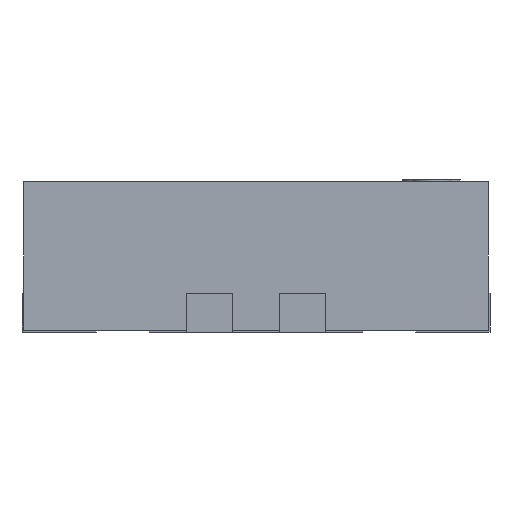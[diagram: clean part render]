
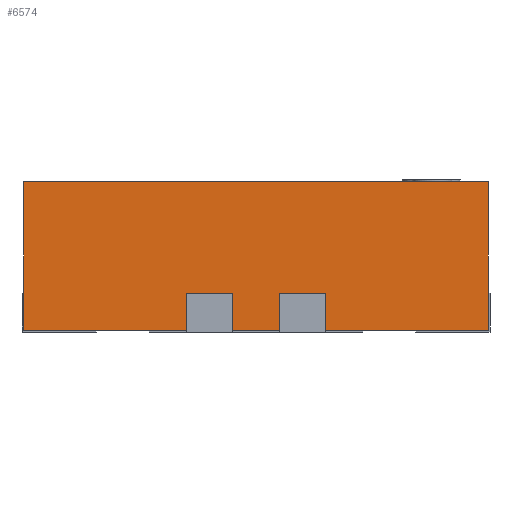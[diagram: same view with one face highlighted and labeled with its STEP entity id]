
A CAD part, left-side view. The second image highlights one B-rep face of the part: STEP entity #6574.
In plain terms, the highlighted planar face has unit normal (-1, 0, 0).
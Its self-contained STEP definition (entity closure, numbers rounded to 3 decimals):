
#420 = AXIS2_PLACEMENT_3D ( 'NONE', #2992, #1386, #15148 ) ;
#603 = EDGE_CURVE ( 'NONE', #4528, #13902, #1234, .T. ) ;
#605 = CARTESIAN_POINT ( 'NONE',  ( -1.75, -1.25, 0.8 ) ) ;
#619 = CARTESIAN_POINT ( 'NONE',  ( -1.75, 1.25, 0.8 ) ) ;
#756 = ORIENTED_EDGE ( 'NONE', *, *, #3414, .T. ) ;
#917 = VECTOR ( 'NONE', #2956, 1000. ) ;
#1158 = LINE ( 'NONE', #11001, #5515 ) ;
#1234 = LINE ( 'NONE', #4852, #11741 ) ;
#1315 = DIRECTION ( 'NONE',  ( 0., 0., -1. ) ) ;
#1386 = DIRECTION ( 'NONE',  ( 1., 0., 0. ) ) ;
#1395 = CARTESIAN_POINT ( 'NONE',  ( -1.75, 0.375, 0. ) ) ;
#1906 = CARTESIAN_POINT ( 'NONE',  ( -1.75, 0.125, 0. ) ) ;
#1943 = DIRECTION ( 'NONE',  ( 0., 0., -1. ) ) ;
#1965 = CARTESIAN_POINT ( 'NONE',  ( -1.75, 0.125, 0.2 ) ) ;
#2007 = VERTEX_POINT ( 'NONE', #9155 ) ;
#2710 = CARTESIAN_POINT ( 'NONE',  ( -1.75, -1.25, 0. ) ) ;
#2802 = CARTESIAN_POINT ( 'NONE',  ( -1.75, 1.25, 0.2 ) ) ;
#2956 = DIRECTION ( 'NONE',  ( 0., 0., -1. ) ) ;
#2961 = ORIENTED_EDGE ( 'NONE', *, *, #12223, .F. ) ;
#2992 = CARTESIAN_POINT ( 'NONE',  ( -1.75, 1.25, 0.8 ) ) ;
#3309 = LINE ( 'NONE', #12113, #7911 ) ;
#3414 = EDGE_CURVE ( 'NONE', #9537, #10858, #10913, .T. ) ;
#3832 = CARTESIAN_POINT ( 'NONE',  ( -1.75, 0.375, 0.8 ) ) ;
#3954 = DIRECTION ( 'NONE',  ( 0., -1., 0. ) ) ;
#4005 = CARTESIAN_POINT ( 'NONE',  ( -1.75, -0.375, 0.8 ) ) ;
#4019 = VECTOR ( 'NONE', #12208, 1000. ) ;
#4528 = VERTEX_POINT ( 'NONE', #1906 ) ;
#4529 = ORIENTED_EDGE ( 'NONE', *, *, #5471, .T. ) ;
#4598 = CARTESIAN_POINT ( 'NONE',  ( -1.75, -0.125, 0. ) ) ;
#4695 = ORIENTED_EDGE ( 'NONE', *, *, #603, .F. ) ;
#4820 = DIRECTION ( 'NONE',  ( 0., -1., 0. ) ) ;
#4852 = CARTESIAN_POINT ( 'NONE',  ( -1.75, 0.125, 0.8 ) ) ;
#4985 = DIRECTION ( 'NONE',  ( 0., 0., 1. ) ) ;
#5411 = EDGE_CURVE ( 'NONE', #2007, #13902, #15186, .T. ) ;
#5471 = EDGE_CURVE ( 'NONE', #11654, #12412, #5684, .T. ) ;
#5515 = VECTOR ( 'NONE', #15908, 1000. ) ;
#5621 = EDGE_CURVE ( 'NONE', #9537, #11160, #7782, .T. ) ;
#5684 = LINE ( 'NONE', #16070, #4019 ) ;
#5899 = DIRECTION ( 'NONE',  ( 0., -1., 0. ) ) ;
#6308 = ORIENTED_EDGE ( 'NONE', *, *, #15317, .T. ) ;
#6316 = FACE_OUTER_BOUND ( 'NONE', #10500, .T. ) ;
#6574 = ADVANCED_FACE ( 'NONE', ( #6316 ), #11324, .F. ) ;
#7390 = VECTOR ( 'NONE', #1315, 1000. ) ;
#7456 = CARTESIAN_POINT ( 'NONE',  ( -1.75, 1.25, 0. ) ) ;
#7475 = VECTOR ( 'NONE', #1943, 1000. ) ;
#7579 = ORIENTED_EDGE ( 'NONE', *, *, #13012, .F. ) ;
#7668 = VERTEX_POINT ( 'NONE', #10950 ) ;
#7702 = LINE ( 'NONE', #8242, #9809 ) ;
#7782 = LINE ( 'NONE', #4005, #9531 ) ;
#7911 = VECTOR ( 'NONE', #5899, 1000. ) ;
#7938 = VERTEX_POINT ( 'NONE', #11670 ) ;
#7963 = CARTESIAN_POINT ( 'NONE',  ( -1.75, -0.375, 0.2 ) ) ;
#8242 = CARTESIAN_POINT ( 'NONE',  ( -1.75, 1.25, 0. ) ) ;
#8326 = ORIENTED_EDGE ( 'NONE', *, *, #5621, .F. ) ;
#8504 = EDGE_CURVE ( 'NONE', #4528, #13148, #7702, .T. ) ;
#8694 = ORIENTED_EDGE ( 'NONE', *, *, #8934, .T. ) ;
#8934 = EDGE_CURVE ( 'NONE', #9970, #11654, #16162, .T. ) ;
#9155 = CARTESIAN_POINT ( 'NONE',  ( -1.75, 0.375, 0.2 ) ) ;
#9222 = LINE ( 'NONE', #605, #917 ) ;
#9531 = VECTOR ( 'NONE', #4985, 1000. ) ;
#9537 = VERTEX_POINT ( 'NONE', #13926 ) ;
#9809 = VECTOR ( 'NONE', #13229, 1000. ) ;
#9970 = VERTEX_POINT ( 'NONE', #619 ) ;
#10064 = CARTESIAN_POINT ( 'NONE',  ( -1.75, 1.25, 0. ) ) ;
#10157 = LINE ( 'NONE', #3832, #12694 ) ;
#10303 = VECTOR ( 'NONE', #3954, 1000. ) ;
#10500 = EDGE_LOOP ( 'NONE', ( #8326, #756, #7579, #10720, #8694, #4529, #2961, #13009, #4695, #11912, #14401, #6308 ) ) ;
#10720 = ORIENTED_EDGE ( 'NONE', *, *, #15683, .F. ) ;
#10858 = VERTEX_POINT ( 'NONE', #2710 ) ;
#10913 = LINE ( 'NONE', #7456, #10947 ) ;
#10947 = VECTOR ( 'NONE', #4820, 1000. ) ;
#10950 = CARTESIAN_POINT ( 'NONE',  ( -1.75, -0.125, 0.2 ) ) ;
#11001 = CARTESIAN_POINT ( 'NONE',  ( -1.75, 1.25, 0.2 ) ) ;
#11160 = VERTEX_POINT ( 'NONE', #7963 ) ;
#11324 = PLANE ( 'NONE',  #420 ) ;
#11654 = VERTEX_POINT ( 'NONE', #10064 ) ;
#11670 = CARTESIAN_POINT ( 'NONE',  ( -1.75, -1.25, 0.8 ) ) ;
#11741 = VECTOR ( 'NONE', #14844, 1000. ) ;
#11912 = ORIENTED_EDGE ( 'NONE', *, *, #8504, .T. ) ;
#12113 = CARTESIAN_POINT ( 'NONE',  ( -1.75, 1.25, 0.8 ) ) ;
#12208 = DIRECTION ( 'NONE',  ( 0., -1., 0. ) ) ;
#12223 = EDGE_CURVE ( 'NONE', #2007, #12412, #10157, .T. ) ;
#12412 = VERTEX_POINT ( 'NONE', #1395 ) ;
#12450 = DIRECTION ( 'NONE',  ( 0., 0., -1. ) ) ;
#12694 = VECTOR ( 'NONE', #12450, 1000. ) ;
#13009 = ORIENTED_EDGE ( 'NONE', *, *, #5411, .T. ) ;
#13012 = EDGE_CURVE ( 'NONE', #7938, #10858, #9222, .T. ) ;
#13148 = VERTEX_POINT ( 'NONE', #4598 ) ;
#13188 = CARTESIAN_POINT ( 'NONE',  ( -1.75, -0.125, 0.8 ) ) ;
#13229 = DIRECTION ( 'NONE',  ( 0., -1., 0. ) ) ;
#13363 = EDGE_CURVE ( 'NONE', #7668, #13148, #14168, .T. ) ;
#13902 = VERTEX_POINT ( 'NONE', #1965 ) ;
#13926 = CARTESIAN_POINT ( 'NONE',  ( -1.75, -0.375, 0. ) ) ;
#14168 = LINE ( 'NONE', #13188, #7475 ) ;
#14401 = ORIENTED_EDGE ( 'NONE', *, *, #13363, .F. ) ;
#14844 = DIRECTION ( 'NONE',  ( 0., 0., 1. ) ) ;
#14922 = CARTESIAN_POINT ( 'NONE',  ( -1.75, 1.25, 0.8 ) ) ;
#15148 = DIRECTION ( 'NONE',  ( 0., 0., -1. ) ) ;
#15186 = LINE ( 'NONE', #2802, #10303 ) ;
#15317 = EDGE_CURVE ( 'NONE', #7668, #11160, #1158, .T. ) ;
#15683 = EDGE_CURVE ( 'NONE', #9970, #7938, #3309, .T. ) ;
#15908 = DIRECTION ( 'NONE',  ( 0., -1., 0. ) ) ;
#16070 = CARTESIAN_POINT ( 'NONE',  ( -1.75, 1.25, 0. ) ) ;
#16162 = LINE ( 'NONE', #14922, #7390 ) ;
